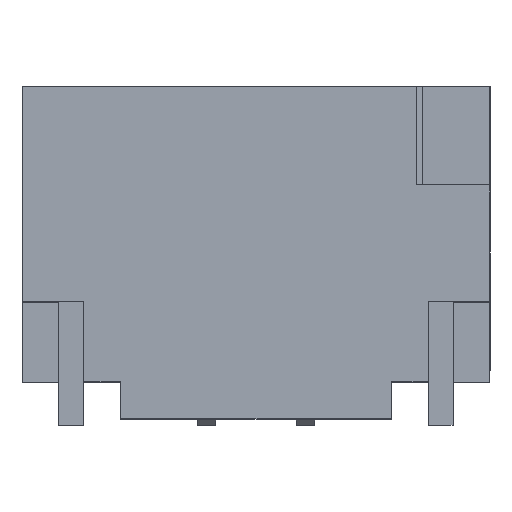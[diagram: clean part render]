
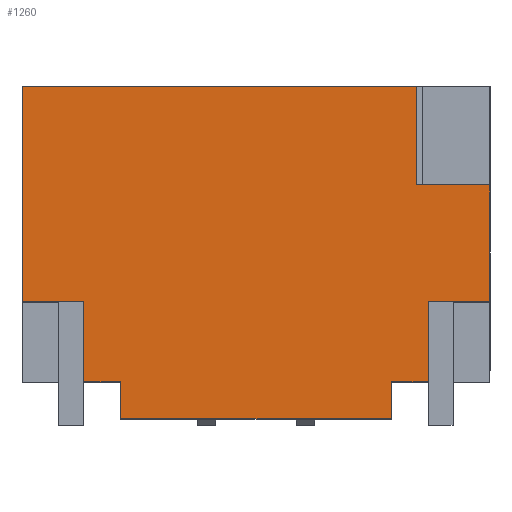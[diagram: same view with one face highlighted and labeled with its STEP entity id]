
A CAD part, top view. The second image highlights one B-rep face of the part: STEP entity #1260.
In plain terms, the highlighted planar face has unit normal (0, 0, 1).
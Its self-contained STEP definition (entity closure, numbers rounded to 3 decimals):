
#933 = EDGE_LOOP ( 'NONE', ( #955, #947, #961, #960, #934, #951, #941, #956, #937, #938, #966, #969, #993, #990 ) ) ;
#934 = ORIENTED_EDGE ( 'NONE', *, *, #935, .F. ) ;
#935 = EDGE_CURVE ( 'NONE', #958, #952, #2230, .T. ) ;
#936 = EDGE_CURVE ( 'NONE', #959, #949, #2235, .T. ) ;
#937 = ORIENTED_EDGE ( 'NONE', *, *, #1243, .F. ) ;
#938 = ORIENTED_EDGE ( 'NONE', *, *, #944, .F. ) ;
#941 = ORIENTED_EDGE ( 'NONE', *, *, #1215, .F. ) ;
#942 = VERTEX_POINT ( 'NONE', #2239 ) ;
#944 = EDGE_CURVE ( 'NONE', #942, #1241, #2238, .T. ) ;
#945 = VERTEX_POINT ( 'NONE', #2250 ) ;
#947 = ORIENTED_EDGE ( 'NONE', *, *, #948, .T. ) ;
#948 = EDGE_CURVE ( 'NONE', #945, #949, #2263, .T. ) ;
#949 = VERTEX_POINT ( 'NONE', #2284 ) ;
#950 = EDGE_CURVE ( 'NONE', #962, #945, #2274, .T. ) ;
#951 = ORIENTED_EDGE ( 'NONE', *, *, #985, .F. ) ;
#952 = VERTEX_POINT ( 'NONE', #2283 ) ;
#954 = EDGE_CURVE ( 'NONE', #959, #952, #2261, .T. ) ;
#955 = ORIENTED_EDGE ( 'NONE', *, *, #950, .T. ) ;
#956 = ORIENTED_EDGE ( 'NONE', *, *, #1259, .F. ) ;
#958 = VERTEX_POINT ( 'NONE', #2270 ) ;
#959 = VERTEX_POINT ( 'NONE', #2269 ) ;
#960 = ORIENTED_EDGE ( 'NONE', *, *, #954, .T. ) ;
#961 = ORIENTED_EDGE ( 'NONE', *, *, #936, .F. ) ;
#962 = VERTEX_POINT ( 'NONE', #2268 ) ;
#966 = ORIENTED_EDGE ( 'NONE', *, *, #1001, .T. ) ;
#969 = ORIENTED_EDGE ( 'NONE', *, *, #992, .F. ) ;
#985 = EDGE_CURVE ( 'NONE', #1216, #958, #2613, .T. ) ;
#990 = ORIENTED_EDGE ( 'NONE', *, *, #991, .T. ) ;
#991 = EDGE_CURVE ( 'NONE', #1041, #962, #2601, .T. ) ;
#992 = EDGE_CURVE ( 'NONE', #1262, #1019, #2597, .T. ) ;
#993 = ORIENTED_EDGE ( 'NONE', *, *, #1223, .F. ) ;
#1001 = EDGE_CURVE ( 'NONE', #942, #1019, #2583, .T. ) ;
#1019 = VERTEX_POINT ( 'NONE', #2648 ) ;
#1041 = VERTEX_POINT ( 'NONE', #2737 ) ;
#1213 = VERTEX_POINT ( 'NONE', #1636 ) ;
#1215 = EDGE_CURVE ( 'NONE', #1213, #1216, #1635, .T. ) ;
#1216 = VERTEX_POINT ( 'NONE', #1631 ) ;
#1223 = EDGE_CURVE ( 'NONE', #1041, #1262, #1621, .T. ) ;
#1241 = VERTEX_POINT ( 'NONE', #1668 ) ;
#1243 = EDGE_CURVE ( 'NONE', #1241, #1244, #1667, .T. ) ;
#1244 = VERTEX_POINT ( 'NONE', #1663 ) ;
#1259 = EDGE_CURVE ( 'NONE', #1244, #1213, #1737, .T. ) ;
#1260 = ADVANCED_FACE ( 'NONE', ( #1733 ), #1511, .F. ) ;
#1262 = VERTEX_POINT ( 'NONE', #1768 ) ;
#1511 = PLANE ( 'NONE',  #1717 ) ;
#1618 = DIRECTION ( 'NONE',  ( -1., 0., 0. ) ) ;
#1619 = VECTOR ( 'NONE', #1618, 1000. ) ;
#1620 = CARTESIAN_POINT ( 'NONE',  ( 5.7, 2.3, 1.3 ) ) ;
#1621 = LINE ( 'NONE', #1620, #1619 ) ;
#1631 = CARTESIAN_POINT ( 'NONE',  ( 1.9, 2.95, 1.3 ) ) ;
#1632 = DIRECTION ( 'NONE',  ( -1., 0., 0. ) ) ;
#1633 = VECTOR ( 'NONE', #1632, 1000. ) ;
#1634 = CARTESIAN_POINT ( 'NONE',  ( 2.4, 2.95, 1.3 ) ) ;
#1635 = LINE ( 'NONE', #1634, #1633 ) ;
#1636 = CARTESIAN_POINT ( 'NONE',  ( 2.4, 2.95, 1.3 ) ) ;
#1663 = CARTESIAN_POINT ( 'NONE',  ( 2.4, 2.3, 1.3 ) ) ;
#1664 = DIRECTION ( 'NONE',  ( -1., 0., 0. ) ) ;
#1665 = VECTOR ( 'NONE', #1664, 1000. ) ;
#1666 = CARTESIAN_POINT ( 'NONE',  ( 1.9, 2.3, 1.3 ) ) ;
#1667 = LINE ( 'NONE', #1666, #1665 ) ;
#1668 = CARTESIAN_POINT ( 'NONE',  ( 2.7, 2.3, 1.3 ) ) ;
#1717 = AXIS2_PLACEMENT_3D ( 'NONE', #1718, #1806, #1807 ) ;
#1718 = CARTESIAN_POINT ( 'NONE',  ( 1.9, 2., 1.3 ) ) ;
#1733 = FACE_OUTER_BOUND ( 'NONE', #933, .T. ) ;
#1734 = DIRECTION ( 'NONE',  ( 0., 1., 0. ) ) ;
#1735 = VECTOR ( 'NONE', #1734, 1000. ) ;
#1736 = CARTESIAN_POINT ( 'NONE',  ( 2.4, 2.3, 1.3 ) ) ;
#1737 = LINE ( 'NONE', #1736, #1735 ) ;
#1768 = CARTESIAN_POINT ( 'NONE',  ( 4.9, 2.3, 1.3 ) ) ;
#1806 = DIRECTION ( 'NONE',  ( 0., 0., -1. ) ) ;
#1807 = DIRECTION ( 'NONE',  ( 0., -1., 0. ) ) ;
#2224 = DIRECTION ( 'NONE',  ( 1., 0., 0. ) ) ;
#2225 = VECTOR ( 'NONE', #2224, 1000. ) ;
#2226 = CARTESIAN_POINT ( 'NONE',  ( 1.9, 4.7, 1.3 ) ) ;
#2230 = LINE ( 'NONE', #2226, #2225 ) ;
#2232 = DIRECTION ( 'NONE',  ( 1., 0., 0. ) ) ;
#2233 = VECTOR ( 'NONE', #2232, 1000. ) ;
#2234 = CARTESIAN_POINT ( 'NONE',  ( 5.1, 3.9, 1.3 ) ) ;
#2235 = LINE ( 'NONE', #2234, #2233 ) ;
#2238 = LINE ( 'NONE', #2244, #2243 ) ;
#2239 = CARTESIAN_POINT ( 'NONE',  ( 2.7, 2., 1.3 ) ) ;
#2242 = DIRECTION ( 'NONE',  ( 0., 1., 0. ) ) ;
#2243 = VECTOR ( 'NONE', #2242, 1000. ) ;
#2244 = CARTESIAN_POINT ( 'NONE',  ( 2.7, 2., 1.3 ) ) ;
#2250 = CARTESIAN_POINT ( 'NONE',  ( 5.7, 2.95, 1.3 ) ) ;
#2260 = CARTESIAN_POINT ( 'NONE',  ( 5.1, 3.9, 1.3 ) ) ;
#2261 = LINE ( 'NONE', #2260, #2290 ) ;
#2263 = LINE ( 'NONE', #2299, #2298 ) ;
#2268 = CARTESIAN_POINT ( 'NONE',  ( 5.2, 2.95, 1.3 ) ) ;
#2269 = CARTESIAN_POINT ( 'NONE',  ( 5.1, 3.9, 1.3 ) ) ;
#2270 = CARTESIAN_POINT ( 'NONE',  ( 1.9, 4.7, 1.3 ) ) ;
#2274 = LINE ( 'NONE', #2277, #2276 ) ;
#2275 = DIRECTION ( 'NONE',  ( 1., 0., 0. ) ) ;
#2276 = VECTOR ( 'NONE', #2275, 1000. ) ;
#2277 = CARTESIAN_POINT ( 'NONE',  ( 5.2, 2.95, 1.3 ) ) ;
#2283 = CARTESIAN_POINT ( 'NONE',  ( 5.1, 4.7, 1.3 ) ) ;
#2284 = CARTESIAN_POINT ( 'NONE',  ( 5.7, 3.9, 1.3 ) ) ;
#2285 = DIRECTION ( 'NONE',  ( 0., 1., 0. ) ) ;
#2289 = DIRECTION ( 'NONE',  ( 0., 1., 0. ) ) ;
#2290 = VECTOR ( 'NONE', #2289, 1000. ) ;
#2298 = VECTOR ( 'NONE', #2285, 1000. ) ;
#2299 = CARTESIAN_POINT ( 'NONE',  ( 5.7, 2., 1.3 ) ) ;
#2580 = DIRECTION ( 'NONE',  ( 1., 0., 0. ) ) ;
#2581 = VECTOR ( 'NONE', #2580, 1000. ) ;
#2582 = CARTESIAN_POINT ( 'NONE',  ( 1.9, 2., 1.3 ) ) ;
#2583 = LINE ( 'NONE', #2582, #2581 ) ;
#2594 = DIRECTION ( 'NONE',  ( 0., -1., 0. ) ) ;
#2595 = VECTOR ( 'NONE', #2594, 1000. ) ;
#2596 = CARTESIAN_POINT ( 'NONE',  ( 4.9, 2., 1.3 ) ) ;
#2597 = LINE ( 'NONE', #2596, #2595 ) ;
#2598 = DIRECTION ( 'NONE',  ( 0., 1., 0. ) ) ;
#2599 = VECTOR ( 'NONE', #2598, 1000. ) ;
#2600 = CARTESIAN_POINT ( 'NONE',  ( 5.2, 2.3, 1.3 ) ) ;
#2601 = LINE ( 'NONE', #2600, #2599 ) ;
#2610 = DIRECTION ( 'NONE',  ( 0., 1., 0. ) ) ;
#2611 = VECTOR ( 'NONE', #2610, 1000. ) ;
#2612 = CARTESIAN_POINT ( 'NONE',  ( 1.9, 2., 1.3 ) ) ;
#2613 = LINE ( 'NONE', #2612, #2611 ) ;
#2648 = CARTESIAN_POINT ( 'NONE',  ( 4.9, 2., 1.3 ) ) ;
#2737 = CARTESIAN_POINT ( 'NONE',  ( 5.2, 2.3, 1.3 ) ) ;
